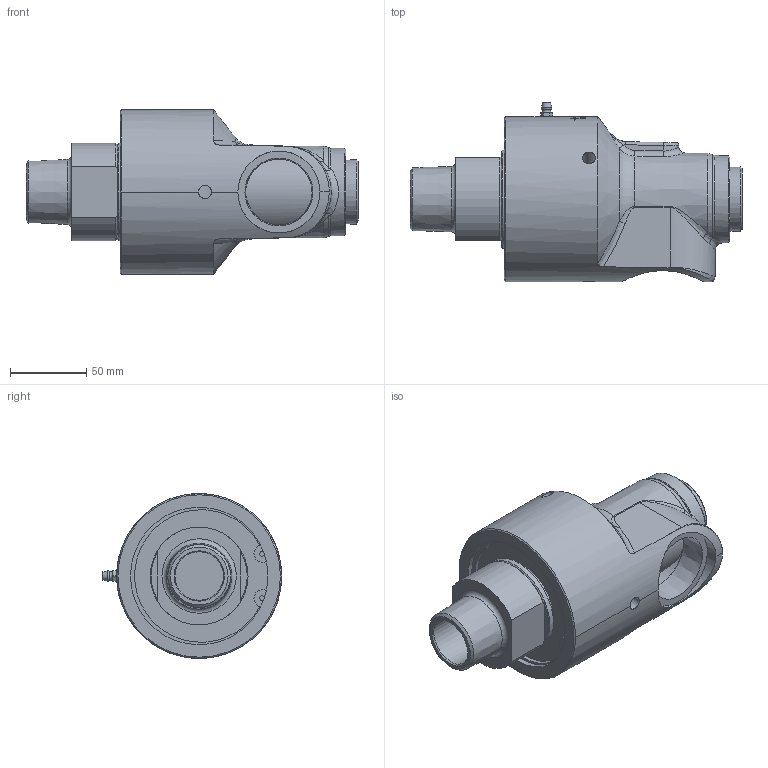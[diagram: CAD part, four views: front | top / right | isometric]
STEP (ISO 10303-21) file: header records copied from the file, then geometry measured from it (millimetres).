
FILE_DESCRIPTION(/* description */ (''),/* implementation_level */ '2;1');
FILE_NAME(/* name */ '555-000-003-IC.stp',/* time_stamp */ '2020-05-20T10:02:13-05:00',/* author */ ('GALINDOLM'),/* organization */ (''),/* preprocessor_version */ 'ST-DEVELOPER v18',/* originating_system */ 'Autodesk Inventor 2020',/* authorisation */ '');
FILE_SCHEMA (('AUTOMOTIVE_DESIGN { 1 0 10303 214 3 1 1 }'));
Length unit declared in the file: millimetre
Products named in the file (1): 555-000-003-IC
Bounding box: 217.51 x 117.41 x 108 mm (x, y, z)
Volume: 985103.3 mm3; surface area: 87249.2 mm2
Topology: 1 solids, 2 shells, 457 faces, 1223 edges, 811 vertices
Faces by surface type: bspline 228, plane 116, cylinder 69, cone 37, torus 7
Full cylindrical faces by diameter (mm): 2.005 x1, 3.12 x2, 3.5 x1, 5.359 x1, 8.6 x3, 31.8 x1, 53.7 x1, 56.25 x1, 64 x1, 90.07 x1
Entity records: 24040 total; most frequent: CARTESIAN_POINT 13546, ORIENTED_EDGE 2440, DIRECTION 1632, EDGE_CURVE 1220, VERTEX_POINT 811, AXIS2_PLACEMENT_3D 616, EDGE_LOOP 503, FACE_OUTER_BOUND 457
